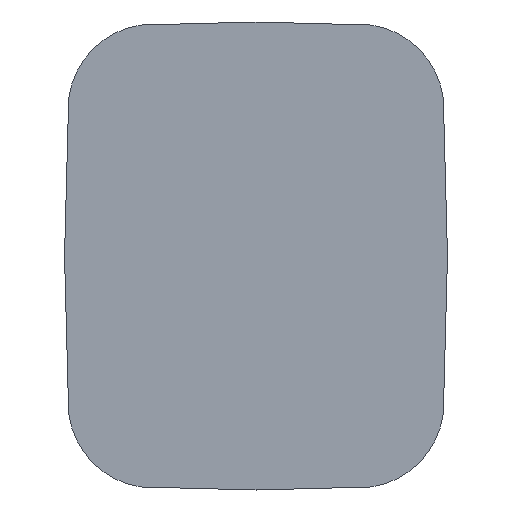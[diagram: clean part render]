
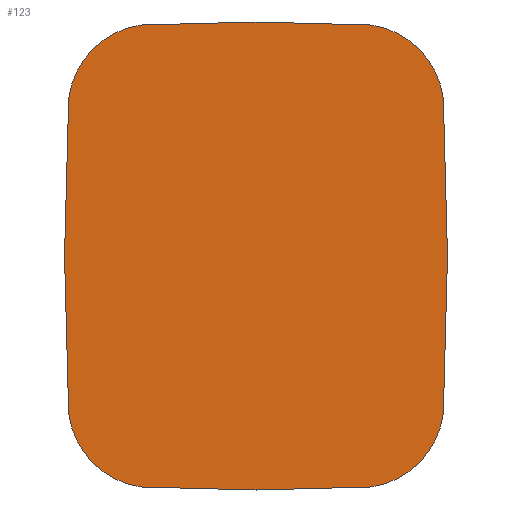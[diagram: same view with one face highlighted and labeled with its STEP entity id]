
A CAD part, top view. The second image highlights one B-rep face of the part: STEP entity #123.
In plain terms, the highlighted planar face has unit normal (0, 0, 1).
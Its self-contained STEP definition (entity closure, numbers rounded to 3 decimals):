
#24 = VERTEX_POINT('',#25);
#25 = CARTESIAN_POINT('',(-22.016,18.5,2.));
#41 = VERTEX_POINT('',#42);
#42 = CARTESIAN_POINT('',(-13.5,27.146,2.));
#48 = EDGE_CURVE('',#41,#24,#49,.T.);
#49 = CIRCLE('',#50,10.);
#50 = AXIS2_PLACEMENT_3D('',#51,#52,#53);
#51 = CARTESIAN_POINT('',(-12.095,17.246,2.));
#52 = DIRECTION('',(0.,0.,1.));
#53 = DIRECTION('',(1.,0.,0.));
#66 = VERTEX_POINT('',#67);
#67 = CARTESIAN_POINT('',(-22.5,0.,2.));
#73 = EDGE_CURVE('',#66,#24,#74,.T.);
#74 = LINE('',#75,#76);
#75 = CARTESIAN_POINT('',(-22.5,0.,2.));
#76 = VECTOR('',#77,1.);
#77 = DIRECTION('',(0.026,1.,0.));
#123 = ADVANCED_FACE('',(#124),#209,.T.);
#124 = FACE_BOUND('',#125,.T.);
#125 = EDGE_LOOP('',(#126,#136,#145,#153,#159,#160,#161,#169,#178,#186,
    #194,#203));
#126 = ORIENTED_EDGE('',*,*,#127,.T.);
#127 = EDGE_CURVE('',#128,#130,#132,.T.);
#128 = VERTEX_POINT('',#129);
#129 = CARTESIAN_POINT('',(22.5,0.,2.));
#130 = VERTEX_POINT('',#131);
#131 = CARTESIAN_POINT('',(22.016,18.5,2.));
#132 = LINE('',#133,#134);
#133 = CARTESIAN_POINT('',(22.5,0.,2.));
#134 = VECTOR('',#135,1.);
#135 = DIRECTION('',(-0.026,1.,0.));
#136 = ORIENTED_EDGE('',*,*,#137,.F.);
#137 = EDGE_CURVE('',#138,#130,#140,.T.);
#138 = VERTEX_POINT('',#139);
#139 = CARTESIAN_POINT('',(13.5,27.146,2.));
#140 = CIRCLE('',#141,10.);
#141 = AXIS2_PLACEMENT_3D('',#142,#143,#144);
#142 = CARTESIAN_POINT('',(12.095,17.246,2.));
#143 = DIRECTION('',(0.,0.,-1.));
#144 = DIRECTION('',(-1.,-0.,-0.));
#145 = ORIENTED_EDGE('',*,*,#146,.F.);
#146 = EDGE_CURVE('',#147,#138,#149,.T.);
#147 = VERTEX_POINT('',#148);
#148 = CARTESIAN_POINT('',(0.,27.5,2.));
#149 = LINE('',#150,#151);
#150 = CARTESIAN_POINT('',(0.,27.5,2.));
#151 = VECTOR('',#152,1.);
#152 = DIRECTION('',(1.,-0.026,0.));
#153 = ORIENTED_EDGE('',*,*,#154,.T.);
#154 = EDGE_CURVE('',#147,#41,#155,.T.);
#155 = LINE('',#156,#157);
#156 = CARTESIAN_POINT('',(0.,27.5,2.));
#157 = VECTOR('',#158,1.);
#158 = DIRECTION('',(-1.,-0.026,0.));
#159 = ORIENTED_EDGE('',*,*,#48,.T.);
#160 = ORIENTED_EDGE('',*,*,#73,.F.);
#161 = ORIENTED_EDGE('',*,*,#162,.T.);
#162 = EDGE_CURVE('',#66,#163,#165,.T.);
#163 = VERTEX_POINT('',#164);
#164 = CARTESIAN_POINT('',(-22.016,-18.5,2.));
#165 = LINE('',#166,#167);
#166 = CARTESIAN_POINT('',(-22.5,0.,2.));
#167 = VECTOR('',#168,1.);
#168 = DIRECTION('',(0.026,-1.,0.));
#169 = ORIENTED_EDGE('',*,*,#170,.F.);
#170 = EDGE_CURVE('',#171,#163,#173,.T.);
#171 = VERTEX_POINT('',#172);
#172 = CARTESIAN_POINT('',(-13.5,-27.146,2.));
#173 = CIRCLE('',#174,10.);
#174 = AXIS2_PLACEMENT_3D('',#175,#176,#177);
#175 = CARTESIAN_POINT('',(-12.095,-17.246,2.));
#176 = DIRECTION('',(0.,0.,-1.));
#177 = DIRECTION('',(1.,0.,0.));
#178 = ORIENTED_EDGE('',*,*,#179,.F.);
#179 = EDGE_CURVE('',#180,#171,#182,.T.);
#180 = VERTEX_POINT('',#181);
#181 = CARTESIAN_POINT('',(0.,-27.5,2.));
#182 = LINE('',#183,#184);
#183 = CARTESIAN_POINT('',(0.,-27.5,2.));
#184 = VECTOR('',#185,1.);
#185 = DIRECTION('',(-1.,0.026,0.));
#186 = ORIENTED_EDGE('',*,*,#187,.T.);
#187 = EDGE_CURVE('',#180,#188,#190,.T.);
#188 = VERTEX_POINT('',#189);
#189 = CARTESIAN_POINT('',(13.5,-27.146,2.));
#190 = LINE('',#191,#192);
#191 = CARTESIAN_POINT('',(0.,-27.5,2.));
#192 = VECTOR('',#193,1.);
#193 = DIRECTION('',(1.,0.026,0.));
#194 = ORIENTED_EDGE('',*,*,#195,.T.);
#195 = EDGE_CURVE('',#188,#196,#198,.T.);
#196 = VERTEX_POINT('',#197);
#197 = CARTESIAN_POINT('',(22.016,-18.5,2.));
#198 = CIRCLE('',#199,10.);
#199 = AXIS2_PLACEMENT_3D('',#200,#201,#202);
#200 = CARTESIAN_POINT('',(12.095,-17.246,2.));
#201 = DIRECTION('',(0.,-0.,1.));
#202 = DIRECTION('',(-1.,0.,0.));
#203 = ORIENTED_EDGE('',*,*,#204,.F.);
#204 = EDGE_CURVE('',#128,#196,#205,.T.);
#205 = LINE('',#206,#207);
#206 = CARTESIAN_POINT('',(22.5,0.,2.));
#207 = VECTOR('',#208,1.);
#208 = DIRECTION('',(-0.026,-1.,-0.));
#209 = PLANE('',#210);
#210 = AXIS2_PLACEMENT_3D('',#211,#212,#213);
#211 = CARTESIAN_POINT('',(0.,0.,2.));
#212 = DIRECTION('',(0.,0.,1.));
#213 = DIRECTION('',(1.,0.,0.));
